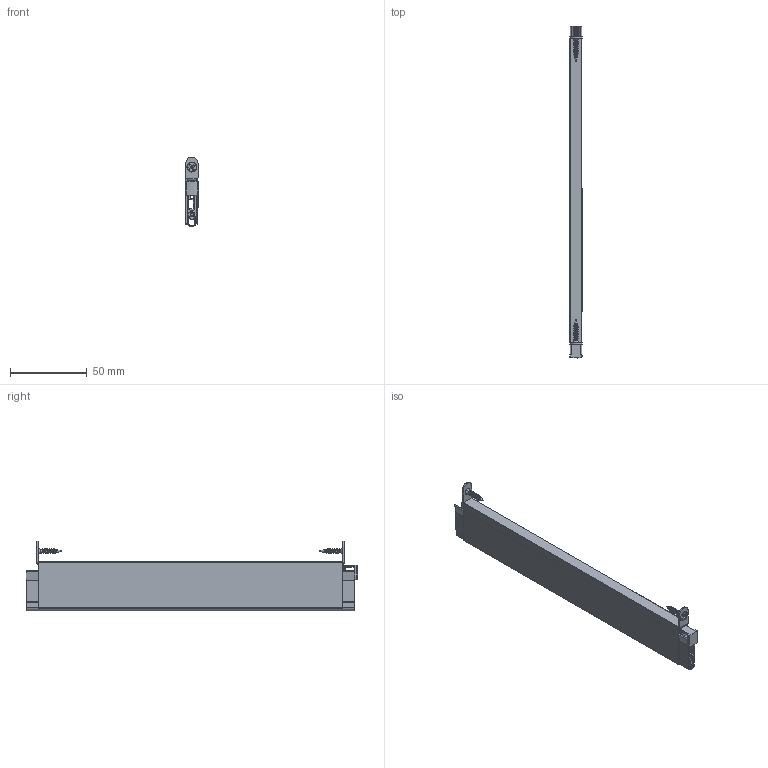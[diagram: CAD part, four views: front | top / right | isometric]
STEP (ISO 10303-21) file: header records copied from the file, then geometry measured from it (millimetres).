
FILE_DESCRIPTION(/* description */ ('Unknown'),/* implementation_level */ '2;1');
FILE_NAME(/* name */ '1-1000_SchallEx-L830WS_3D',/* time_stamp */ '2021-06-08T10:32:23+02:00',/* author */ ('Unknown'),/* organization */ ('Unknown'),/* preprocessor_version */ 'ST-DEVELOPER v16.7',/* originating_system */ 'Solid Edge',/* authorisation */ 'Unknown');
FILE_SCHEMA (('AUTOMOTIVE_DESIGN {1 0 10303 214 3 1 1}'));
Length unit declared in the file: millimetre
Products named in the file (12): 29813_Bodendichtung; 29815_Aussenprofil; 26297_Auslösegarnitur_oa_0; 23027_Auslöser_SD; 22014_Innenprofil_oa_1; 29807_Dichtprofil; 21695_Befestigungswinkel; 21890_Befestigungsschraube; 29808_Etikett_3D__Schall-Ex_L-8_30_WS; 26541_Etikett_Athmer_klein_kurz; 31110_Athmer_Logo__ab_2021_; 29809_Text__Schall-Ex_L-8_30_WS
Assembly tree (13 placements, depth 3):
  29813_Bodendichtung
    29815_Aussenprofil
    26297_Auslösegarnitur_oa_0
      23027_Auslöser_SD
    22014_Innenprofil_oa_1
    29807_Dichtprofil
    21695_Befestigungswinkel  x2
    21890_Befestigungsschraube  x2
    29808_Etikett_3D__Schall-Ex_L-8_30_WS
      26541_Etikett_Athmer_klein_kurz
      31110_Athmer_Logo__ab_2021_
      29809_Text__Schall-Ex_L-8_30_WS
Bounding box: 8.15 x 215.96 x 45.45 mm (x, y, z)
Volume: 31342.1 mm3; surface area: 74426.5 mm2
Topology: 31 solids, 31 shells, 880 faces, 2299 edges, 1475 vertices
Faces by surface type: plane 475, cylinder 238, bspline 103, torus 34, sphere 18, cone 12
Full cylindrical faces by diameter (mm): 0.35 x1, 1.003 x2, 2 x1, 3.242 x2, 6.132 x2
Entity records: 27420 total; most frequent: CARTESIAN_POINT 8947, ORIENTED_EDGE 3914, DIRECTION 3430, EDGE_CURVE 1957, VERTEX_POINT 1275, AXIS2_PLACEMENT_3D 1148, LINE 1134, VECTOR 1134
